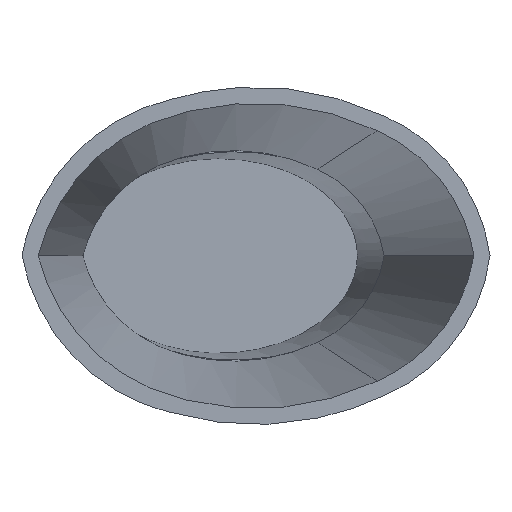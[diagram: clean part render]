
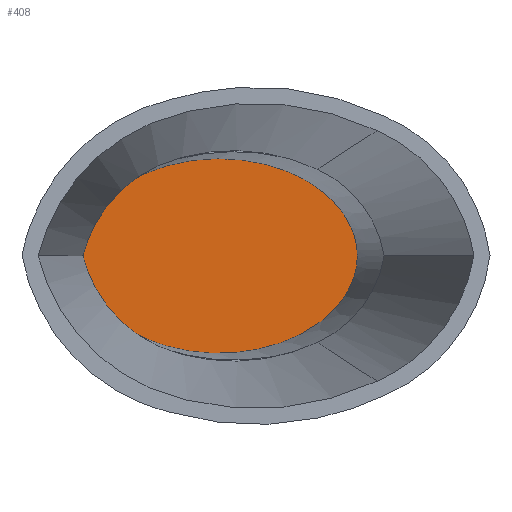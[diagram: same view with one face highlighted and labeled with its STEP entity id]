
A CAD part, front view. The second image highlights one B-rep face of the part: STEP entity #408.
In plain terms, the highlighted planar face has unit normal (0, -1, 0).
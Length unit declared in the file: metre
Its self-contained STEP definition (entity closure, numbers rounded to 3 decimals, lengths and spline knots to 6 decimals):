
#15=ELLIPSE('',#457,0.032858,0.024154);
#31=PLANE('',#459);
#169=ORIENTED_EDGE('',*,*,#224,.F.);
#224=EDGE_CURVE('',#261,#261,#15,.T.);
#261=VERTEX_POINT('',#1650);
#330=EDGE_LOOP('',(#169));
#364=FACE_BOUND('',#330,.T.);
#408=ADVANCED_FACE('',(#364),#31,.F.);
#457=AXIS2_PLACEMENT_3D('',#1649,#500,#501);
#459=AXIS2_PLACEMENT_3D('',#1652,#504,#505);
#500=DIRECTION('',(0.,1.,0.));
#501=DIRECTION('',(1.,0.,0.));
#504=DIRECTION('',(0.,1.,0.));
#505=DIRECTION('',(-1.,0.,0.));
#1649=CARTESIAN_POINT('',(0.007791,0.273838,0.05158));
#1650=CARTESIAN_POINT('',(0.040649,0.273838,0.05158));
#1652=CARTESIAN_POINT('',(0.00678,0.273838,0.05158));
